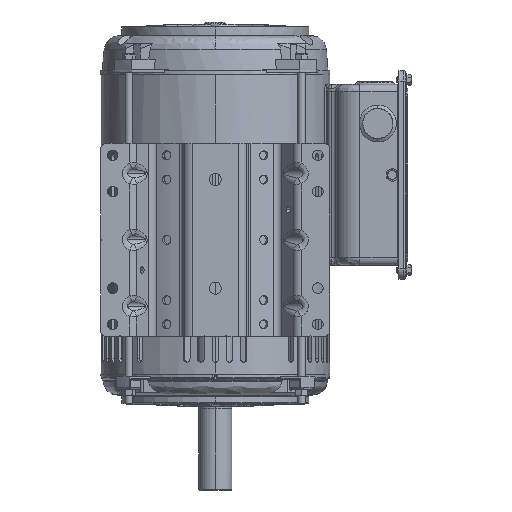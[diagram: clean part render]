
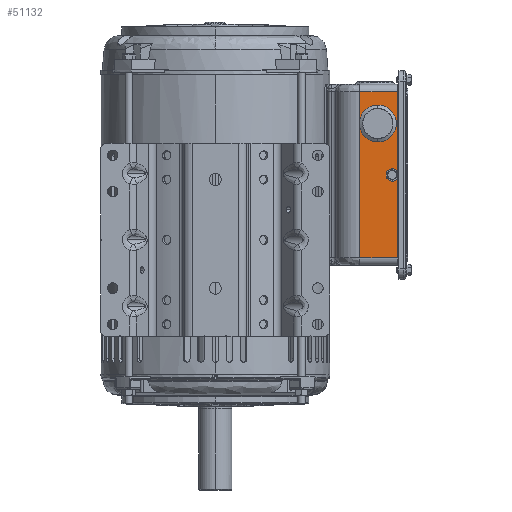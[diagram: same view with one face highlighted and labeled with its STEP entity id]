
A CAD part, front view. The second image highlights one B-rep face of the part: STEP entity #51132.
In plain terms, the highlighted planar face has unit normal (0, -1, 0).
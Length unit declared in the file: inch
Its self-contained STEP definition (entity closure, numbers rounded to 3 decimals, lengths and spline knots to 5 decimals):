
#3777 = VERTEX_POINT ( 'NONE', #88763 ) ;
#6858 = VERTEX_POINT ( 'NONE', #140900 ) ;
#7574 = PLANE ( 'NONE',  #146954 ) ;
#8544 = CARTESIAN_POINT ( 'NONE',  ( 7.5555, -3.19, 9.6122 ) ) ;
#13694 = LINE ( 'NONE', #59507, #54310 ) ;
#16882 = DIRECTION ( 'NONE',  ( 1., 0., 0. ) ) ;
#21981 = DIRECTION ( 'NONE',  ( 0., 1., 0. ) ) ;
#25953 = LINE ( 'NONE', #65143, #156049 ) ;
#35725 = DIRECTION ( 'NONE',  ( 1., 0., 0. ) ) ;
#38118 = VERTEX_POINT ( 'NONE', #8544 ) ;
#40553 = DIRECTION ( 'NONE',  ( 1., 0., 0. ) ) ;
#41824 = DIRECTION ( 'NONE',  ( 1., 0., 0. ) ) ;
#45876 = CARTESIAN_POINT ( 'NONE',  ( 5.9845, -3.19, 16.4942 ) ) ;
#47594 = DIRECTION ( 'NONE',  ( 0., 0., -1. ) ) ;
#48385 = EDGE_CURVE ( 'NONE', #67594, #141428, #58506, .T. ) ;
#51132 = ADVANCED_FACE ( 'NONE', ( #161647, #132859, #53942 ), #7574, .F. ) ;
#52016 = DIRECTION ( 'NONE',  ( -1., 0., 0. ) ) ;
#53942 = FACE_BOUND ( 'NONE', #55027, .T. ) ;
#54153 = LINE ( 'NONE', #111981, #148111 ) ;
#54310 = VECTOR ( 'NONE', #47594, 39.37008 ) ;
#55027 = EDGE_LOOP ( 'NONE', ( #147872, #143868 ) ) ;
#55463 = CARTESIAN_POINT ( 'NONE',  ( 4.9845, -3.19, 16.4942 ) ) ;
#58506 = CIRCLE ( 'NONE', #95205, 0.565 ) ;
#59507 = CARTESIAN_POINT ( 'NONE',  ( 7.5555, -3.19, 16.8032 ) ) ;
#59525 = CARTESIAN_POINT ( 'NONE',  ( 7.5555, -3.19, 16.4942 ) ) ;
#59742 = ORIENTED_EDGE ( 'NONE', *, *, #81156, .F. ) ;
#63342 = CIRCLE ( 'NONE', #119214, 0.14 ) ;
#64451 = DIRECTION ( 'NONE',  ( 0., 1., 0. ) ) ;
#65143 = CARTESIAN_POINT ( 'NONE',  ( 4.9845, -3.19, 9.6122 ) ) ;
#65596 = EDGE_LOOP ( 'NONE', ( #99867, #154154 ) ) ;
#67594 = VERTEX_POINT ( 'NONE', #76861 ) ;
#71422 = CARTESIAN_POINT ( 'NONE',  ( 6.1695, -3.19, 15.1832 ) ) ;
#72870 = AXIS2_PLACEMENT_3D ( 'NONE', #155428, #21981, #35725 ) ;
#73265 = DIRECTION ( 'NONE',  ( 0., 1., 0. ) ) ;
#75290 = VECTOR ( 'NONE', #41824, 39.37008 ) ;
#76861 = CARTESIAN_POINT ( 'NONE',  ( 7.2995, -3.19, 15.1832 ) ) ;
#78062 = EDGE_CURVE ( 'NONE', #6858, #104049, #54153, .T. ) ;
#79310 = CIRCLE ( 'NONE', #72870, 0.14 ) ;
#80484 = CARTESIAN_POINT ( 'NONE',  ( 6.7345, -3.19, 15.1832 ) ) ;
#81156 = EDGE_CURVE ( 'NONE', #38118, #6858, #25953, .T. ) ;
#85506 = DIRECTION ( 'NONE',  ( 0., 1., 0. ) ) ;
#88763 = CARTESIAN_POINT ( 'NONE',  ( 7.1945, -3.19, 13.0532 ) ) ;
#88970 = EDGE_LOOP ( 'NONE', ( #94442, #107654, #102064, #59742 ) ) ;
#91323 = CARTESIAN_POINT ( 'NONE',  ( 7.3345, -3.19, 13.0532 ) ) ;
#94442 = ORIENTED_EDGE ( 'NONE', *, *, #117542, .F. ) ;
#95205 = AXIS2_PLACEMENT_3D ( 'NONE', #139175, #85506, #16882 ) ;
#99867 = ORIENTED_EDGE ( 'NONE', *, *, #114112, .T. ) ;
#102064 = ORIENTED_EDGE ( 'NONE', *, *, #78062, .F. ) ;
#104049 = VERTEX_POINT ( 'NONE', #45876 ) ;
#106107 = EDGE_CURVE ( 'NONE', #3777, #166868, #79310, .T. ) ;
#107654 = ORIENTED_EDGE ( 'NONE', *, *, #146197, .F. ) ;
#111981 = CARTESIAN_POINT ( 'NONE',  ( 5.9845, -3.19, 16.8032 ) ) ;
#114112 = EDGE_CURVE ( 'NONE', #166868, #3777, #63342, .T. ) ;
#115216 = AXIS2_PLACEMENT_3D ( 'NONE', #80484, #136511, #40553 ) ;
#116296 = CARTESIAN_POINT ( 'NONE',  ( 7.4745, -3.19, 13.0532 ) ) ;
#117542 = EDGE_CURVE ( 'NONE', #145188, #38118, #13694, .T. ) ;
#119214 = AXIS2_PLACEMENT_3D ( 'NONE', #91323, #64451, #134189 ) ;
#123224 = EDGE_CURVE ( 'NONE', #141428, #67594, #123578, .T. ) ;
#123578 = CIRCLE ( 'NONE', #115216, 0.565 ) ;
#126926 = DIRECTION ( 'NONE',  ( 0., 0., 1. ) ) ;
#128701 = LINE ( 'NONE', #55463, #75290 ) ;
#132859 = FACE_BOUND ( 'NONE', #65596, .T. ) ;
#134189 = DIRECTION ( 'NONE',  ( 1., 0., 0. ) ) ;
#136511 = DIRECTION ( 'NONE',  ( 0., 1., 0. ) ) ;
#139175 = CARTESIAN_POINT ( 'NONE',  ( 6.7345, -3.19, 15.1832 ) ) ;
#140900 = CARTESIAN_POINT ( 'NONE',  ( 5.9845, -3.19, 9.6122 ) ) ;
#141428 = VERTEX_POINT ( 'NONE', #71422 ) ;
#142424 = CARTESIAN_POINT ( 'NONE',  ( 4.9845, -3.19, 16.8032 ) ) ;
#143868 = ORIENTED_EDGE ( 'NONE', *, *, #123224, .T. ) ;
#145188 = VERTEX_POINT ( 'NONE', #59525 ) ;
#146197 = EDGE_CURVE ( 'NONE', #104049, #145188, #128701, .T. ) ;
#146954 = AXIS2_PLACEMENT_3D ( 'NONE', #142424, #73265, #169169 ) ;
#147872 = ORIENTED_EDGE ( 'NONE', *, *, #48385, .T. ) ;
#148111 = VECTOR ( 'NONE', #126926, 39.37008 ) ;
#154154 = ORIENTED_EDGE ( 'NONE', *, *, #106107, .T. ) ;
#155428 = CARTESIAN_POINT ( 'NONE',  ( 7.3345, -3.19, 13.0532 ) ) ;
#156049 = VECTOR ( 'NONE', #52016, 39.37008 ) ;
#161647 = FACE_OUTER_BOUND ( 'NONE', #88970, .T. ) ;
#166868 = VERTEX_POINT ( 'NONE', #116296 ) ;
#169169 = DIRECTION ( 'NONE',  ( -1., 0., 0. ) ) ;
